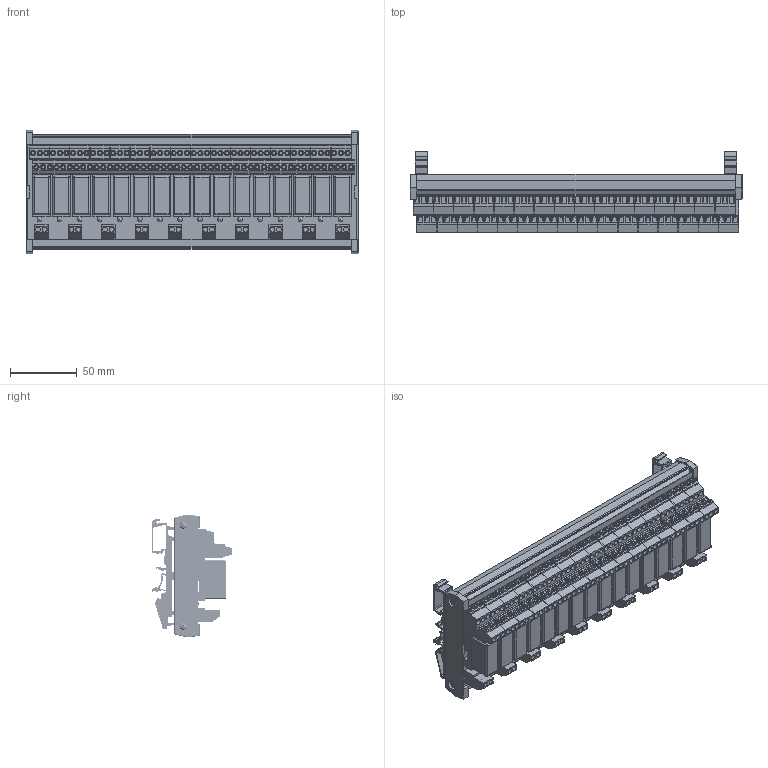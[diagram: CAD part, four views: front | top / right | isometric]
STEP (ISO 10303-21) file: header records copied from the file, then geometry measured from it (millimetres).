
FILE_DESCRIPTION((''),'2;1');
FILE_NAME('RC2_RM2_Bussed_16.stp','2015-01-15T09:51:36',('Roland'),(''),'Autodesk Inventor 2013','Autodesk Inventor 2013','');
FILE_SCHEMA(('AUTOMOTIVE_DESIGN { 1 0 10303 214 1 1 1 1 }'));
Length unit declared in the file: millimetre
Products named in the file (11): RC2_RM2_Bussed_16; RC1 16 channel; 2 hole green; 248; BASE SIDE; BASE LEGS; MVD-253; RM84; GD50; White light; BS EN ISO 7045 Z - Metric M2.5 x 10 - 4.8 - Z
Assembly tree (84 placements, depth 2):
  RC2_RM2_Bussed_16
    RC1 16 channel
    2 hole green  x10
    248
    BASE SIDE  x2
    BASE LEGS  x2
    MVD-253  x16
    RM84  x16
    GD50  x16
    White light  x16
    BS EN ISO 7045 Z - Metric M2.5 x 10 - 4.8 - Z  x4
Bounding box: 248 x 60.19 x 91.98 mm (x, y, z)
Volume: 348510.5 mm3; surface area: 280063 mm2
Topology: 84 solids, 84 shells, 5329 faces, 12859 edges, 8134 vertices
Faces by surface type: plane 3876, cylinder 1141, sphere 212, cone 64, torus 36
Full cylindrical faces by diameter (mm): 1.5 x128, 2.256 x4, 2.5 x100, 3.2 x4, 3.3 x16, 3.5 x16, 3.75 x20, 4 x96, 5 x16, 7 x4, 9 x4
Entity records: 24116 total; most frequent: CARTESIAN_POINT 4403, DIRECTION 3999, ORIENTED_EDGE 3854, EDGE_CURVE 1927, VECTOR 1471, LINE 1471, VERTEX_POINT 1280, AXIS2_PLACEMENT_3D 1264
